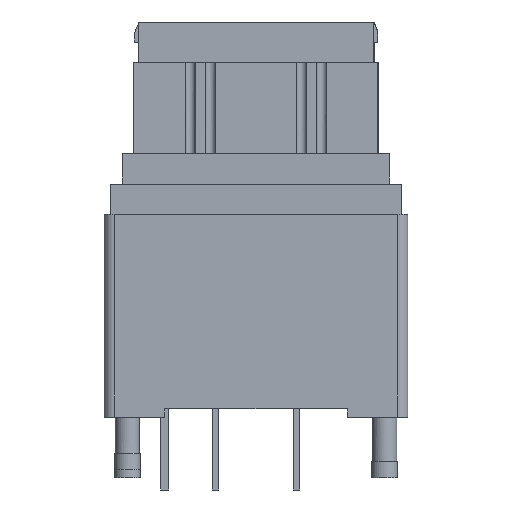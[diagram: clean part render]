
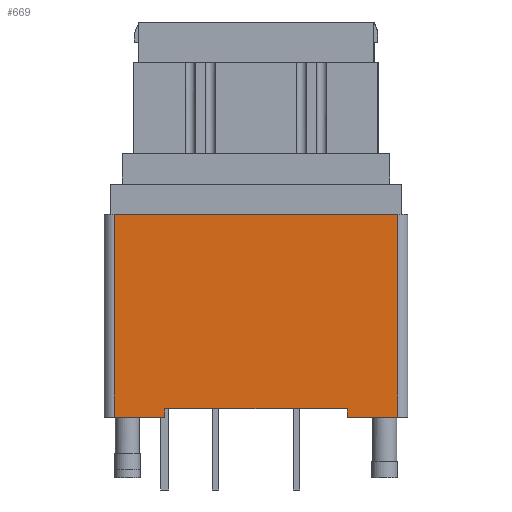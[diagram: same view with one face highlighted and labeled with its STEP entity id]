
A CAD part, front view. The second image highlights one B-rep face of the part: STEP entity #669.
In plain terms, the highlighted planar face has unit normal (0, -1, 0).
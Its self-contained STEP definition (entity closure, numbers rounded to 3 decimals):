
#669 = ADVANCED_FACE( '', ( #1523 ), #1524, .F. );
#1523 = FACE_OUTER_BOUND( '', #2595, .T. );
#1524 = PLANE( '', #2596 );
#2595 = EDGE_LOOP( '', ( #4467, #4468, #4469, #4470, #4471, #4472, #4473, #4474 ) );
#2596 = AXIS2_PLACEMENT_3D( '', #4475, #4476, #4477 );
#4467 = ORIENTED_EDGE( '', *, *, #6579, .T. );
#4468 = ORIENTED_EDGE( '', *, *, #7172, .T. );
#4469 = ORIENTED_EDGE( '', *, *, #7173, .T. );
#4470 = ORIENTED_EDGE( '', *, *, #6916, .T. );
#4471 = ORIENTED_EDGE( '', *, *, #7174, .F. );
#4472 = ORIENTED_EDGE( '', *, *, #7175, .F. );
#4473 = ORIENTED_EDGE( '', *, *, #7176, .T. );
#4474 = ORIENTED_EDGE( '', *, *, #7177, .T. );
#4475 = CARTESIAN_POINT( '', ( -7.5, -7.5, 10.6 ) );
#4476 = DIRECTION( '', ( 0., 1., 0. ) );
#4477 = DIRECTION( '', ( 0., 0., 1. ) );
#6579 = EDGE_CURVE( '', #7901, #7905, #7907, .T. );
#6916 = EDGE_CURVE( '', #8491, #8489, #8492, .T. );
#7172 = EDGE_CURVE( '', #7905, #8892, #8893, .T. );
#7173 = EDGE_CURVE( '', #8892, #8491, #8894, .T. );
#7174 = EDGE_CURVE( '', #8895, #8489, #8896, .T. );
#7175 = EDGE_CURVE( '', #8897, #8895, #8898, .T. );
#7176 = EDGE_CURVE( '', #8897, #8899, #8900, .F. );
#7177 = EDGE_CURVE( '', #8899, #7901, #8901, .T. );
#7901 = VERTEX_POINT( '', #9813 );
#7905 = VERTEX_POINT( '', #9818 );
#7907 = LINE( '', #9820, #9821 );
#8489 = VERTEX_POINT( '', #10652 );
#8491 = VERTEX_POINT( '', #10654 );
#8492 = LINE( '', #10655, #10656 );
#8892 = VERTEX_POINT( '', #11258 );
#8893 = LINE( '', #11259, #11260 );
#8894 = LINE( '', #11261, #11262 );
#8895 = VERTEX_POINT( '', #11263 );
#8896 = LINE( '', #11264, #11265 );
#8897 = VERTEX_POINT( '', #11266 );
#8898 = LINE( '', #11267, #11268 );
#8899 = VERTEX_POINT( '', #11269 );
#8900 = LINE( '', #11270, #11271 );
#8901 = LINE( '', #11272, #11273 );
#9813 = CARTESIAN_POINT( '', ( -7., -7.5, 9.6 ) );
#9818 = CARTESIAN_POINT( '', ( -7., -7.5, -0.4 ) );
#9820 = CARTESIAN_POINT( '', ( -7., -7.5, 10.6 ) );
#9821 = VECTOR( '', #12403, 1000. );
#10652 = CARTESIAN_POINT( '', ( 4.5, -7.5, 0. ) );
#10654 = CARTESIAN_POINT( '', ( -4.5, -7.5, 0. ) );
#10655 = CARTESIAN_POINT( '', ( -7.5, -7.5, 0. ) );
#10656 = VECTOR( '', #12752, 1000. );
#11258 = CARTESIAN_POINT( '', ( -4.5, -7.5, -0.4 ) );
#11259 = CARTESIAN_POINT( '', ( -7., -7.5, -0.4 ) );
#11260 = VECTOR( '', #12988, 1000. );
#11261 = CARTESIAN_POINT( '', ( -4.5, -7.5, -0.4 ) );
#11262 = VECTOR( '', #12989, 1000. );
#11263 = CARTESIAN_POINT( '', ( 4.5, -7.5, -0.4 ) );
#11264 = CARTESIAN_POINT( '', ( 4.5, -7.5, -0.4 ) );
#11265 = VECTOR( '', #12990, 1000. );
#11266 = CARTESIAN_POINT( '', ( 7., -7.5, -0.4 ) );
#11267 = CARTESIAN_POINT( '', ( 7., -7.5, -0.4 ) );
#11268 = VECTOR( '', #12991, 1000. );
#11269 = CARTESIAN_POINT( '', ( 7., -7.5, 9.6 ) );
#11270 = CARTESIAN_POINT( '', ( 7., -7.5, 10.6 ) );
#11271 = VECTOR( '', #12992, 1000. );
#11272 = CARTESIAN_POINT( '', ( 7.5, -7.5, 9.6 ) );
#11273 = VECTOR( '', #12993, 1000. );
#12403 = DIRECTION( '', ( 0., 0., -1. ) );
#12752 = DIRECTION( '', ( 1., 0., 0. ) );
#12988 = DIRECTION( '', ( 1., 0., 0. ) );
#12989 = DIRECTION( '', ( 0., 0., 1. ) );
#12990 = DIRECTION( '', ( 0., 0., 1. ) );
#12991 = DIRECTION( '', ( -1., 0., 0. ) );
#12992 = DIRECTION( '', ( 0., 0., -1. ) );
#12993 = DIRECTION( '', ( -1., 0., 0. ) );
